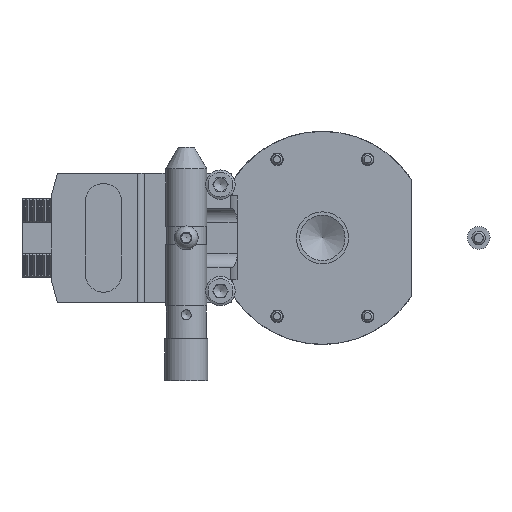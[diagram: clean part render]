
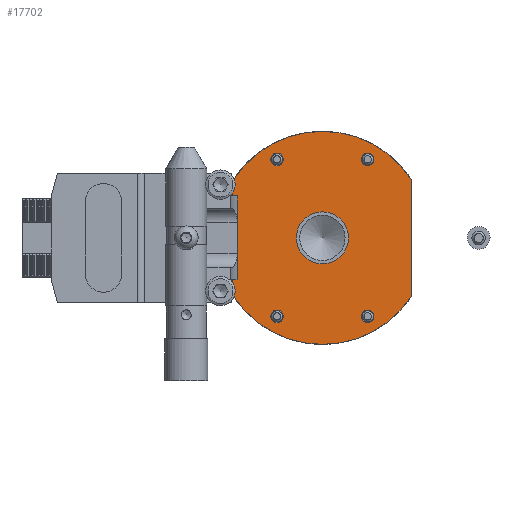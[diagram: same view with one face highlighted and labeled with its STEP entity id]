
A CAD part, left-side view. The second image highlights one B-rep face of the part: STEP entity #17702.
In plain terms, the highlighted planar face has unit normal (-1, 0, 0).
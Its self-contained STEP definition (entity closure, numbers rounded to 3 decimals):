
#1548=LINE('',#27315,#3801);
#1549=LINE('',#27321,#3802);
#3801=VECTOR('',#22386,1000.);
#3802=VECTOR('',#22393,1000.);
#5169=PLANE('',#18962);
#8668=ORIENTED_EDGE('',*,*,#12042,.F.);
#8669=ORIENTED_EDGE('',*,*,#12045,.T.);
#8670=ORIENTED_EDGE('',*,*,#12046,.T.);
#8671=ORIENTED_EDGE('',*,*,#12044,.F.);
#8672=ORIENTED_EDGE('',*,*,#12038,.F.);
#8673=ORIENTED_EDGE('',*,*,#12047,.T.);
#8674=ORIENTED_EDGE('',*,*,#12032,.T.);
#8675=ORIENTED_EDGE('',*,*,#12048,.F.);
#8676=ORIENTED_EDGE('',*,*,#12049,.T.);
#12032=EDGE_CURVE('',#13998,#13997,#14747,.T.);
#12038=EDGE_CURVE('',#14001,#14002,#14748,.T.);
#12042=EDGE_CURVE('',#14005,#14005,#14751,.T.);
#12044=EDGE_CURVE('',#14002,#13997,#1548,.T.);
#12045=EDGE_CURVE('',#14007,#14007,#14753,.T.);
#12046=EDGE_CURVE('',#14008,#14008,#14754,.T.);
#12047=EDGE_CURVE('',#14001,#13998,#1549,.T.);
#12048=EDGE_CURVE('',#14009,#14009,#14755,.T.);
#12049=EDGE_CURVE('',#14010,#14010,#14756,.T.);
#13997=VERTEX_POINT('',#27286);
#13998=VERTEX_POINT('',#27288);
#14001=VERTEX_POINT('',#27298);
#14002=VERTEX_POINT('',#27300);
#14005=VERTEX_POINT('',#27310);
#14007=VERTEX_POINT('',#27318);
#14008=VERTEX_POINT('',#27320);
#14009=VERTEX_POINT('',#27323);
#14010=VERTEX_POINT('',#27325);
#14747=CIRCLE('',#18947,47.);
#14748=CIRCLE('',#18952,47.);
#14751=CIRCLE('',#18958,2.75);
#14753=CIRCLE('',#18963,2.75);
#14754=CIRCLE('',#18964,2.75);
#14755=CIRCLE('',#18965,2.75);
#14756=CIRCLE('',#18966,11.5);
#15549=EDGE_LOOP('',(#8668));
#15550=EDGE_LOOP('',(#8669));
#15551=EDGE_LOOP('',(#8670));
#15552=EDGE_LOOP('',(#8671,#8672,#8673,#8674));
#15553=EDGE_LOOP('',(#8675));
#15554=EDGE_LOOP('',(#8676));
#16654=FACE_BOUND('',#15549,.T.);
#16655=FACE_BOUND('',#15550,.T.);
#16656=FACE_BOUND('',#15551,.T.);
#16657=FACE_BOUND('',#15552,.T.);
#16658=FACE_BOUND('',#15553,.T.);
#16659=FACE_BOUND('',#15554,.T.);
#17702=ADVANCED_FACE('',(#16654,#16655,#16656,#16657,#16658,#16659),#5169,
 .T.);
#18947=AXIS2_PLACEMENT_3D('',#27287,#22352,#22353);
#18952=AXIS2_PLACEMENT_3D('',#27299,#22365,#22366);
#18958=AXIS2_PLACEMENT_3D('',#27309,#22378,#22379);
#18962=AXIS2_PLACEMENT_3D('',#27316,#22387,#22388);
#18963=AXIS2_PLACEMENT_3D('',#27317,#22389,#22390);
#18964=AXIS2_PLACEMENT_3D('',#27319,#22391,#22392);
#18965=AXIS2_PLACEMENT_3D('',#27322,#22394,#22395);
#18966=AXIS2_PLACEMENT_3D('',#27324,#22396,#22397);
#22352=DIRECTION('',(-1.,0.,0.));
#22353=DIRECTION('',(0.,0.,1.));
#22365=DIRECTION('',(1.,0.,0.));
#22366=DIRECTION('',(0.,0.,-1.));
#22378=DIRECTION('',(-1.,0.,0.));
#22379=DIRECTION('',(0.,0.,-1.));
#22386=DIRECTION('',(0.,0.,1.));
#22387=DIRECTION('',(-1.,0.,0.));
#22388=DIRECTION('',(0.,0.,1.));
#22389=DIRECTION('',(1.,0.,0.));
#22390=DIRECTION('',(0.,0.,-1.));
#22391=DIRECTION('',(1.,0.,0.));
#22392=DIRECTION('',(0.,0.,1.));
#22393=DIRECTION('',(0.,0.,1.));
#22394=DIRECTION('',(-1.,0.,0.));
#22395=DIRECTION('',(0.,0.,1.));
#22396=DIRECTION('',(1.,0.,0.));
#22397=DIRECTION('',(0.,0.,-1.));
#27286=CARTESIAN_POINT('',(-5.,39.5,25.471));
#27287=CARTESIAN_POINT('',(-5.,0.,0.));
#27288=CARTESIAN_POINT('',(-5.,-39.5,25.471));
#27298=CARTESIAN_POINT('',(-5.,-39.5,-25.471));
#27299=CARTESIAN_POINT('',(-5.,0.,0.));
#27300=CARTESIAN_POINT('',(-5.,39.5,-25.471));
#27309=CARTESIAN_POINT('',(-5.,-20.,34.641));
#27310=CARTESIAN_POINT('',(-5.,-20.,31.891));
#27315=CARTESIAN_POINT('',(-5.,39.5,-47.));
#27316=CARTESIAN_POINT('',(-5.,0.,-47.));
#27317=CARTESIAN_POINT('',(-5.,20.,34.641));
#27318=CARTESIAN_POINT('',(-5.,20.,31.891));
#27319=CARTESIAN_POINT('',(-5.,-20.,-34.641));
#27320=CARTESIAN_POINT('',(-5.,-20.,-31.891));
#27321=CARTESIAN_POINT('',(-5.,-39.5,-47.));
#27322=CARTESIAN_POINT('',(-5.,20.,-34.641));
#27323=CARTESIAN_POINT('',(-5.,20.,-31.891));
#27324=CARTESIAN_POINT('',(-5.,0.,0.));
#27325=CARTESIAN_POINT('',(-5.,0.,-11.5));
